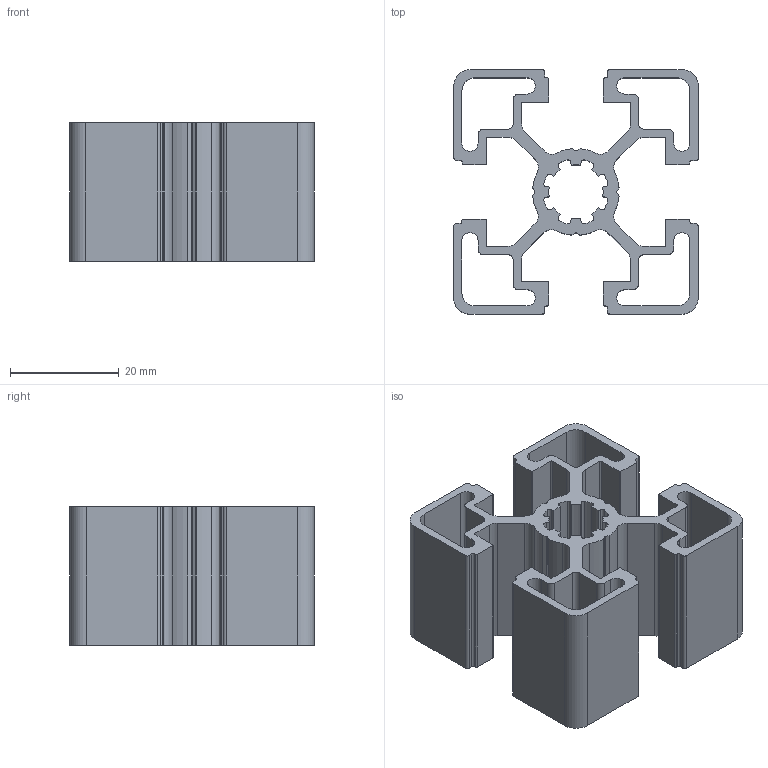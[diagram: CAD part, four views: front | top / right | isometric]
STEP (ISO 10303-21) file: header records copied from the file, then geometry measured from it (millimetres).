
FILE_DESCRIPTION((''),'2;1');
FILE_NAME('bosch4545.stp','2002-01-17T16:28:51',('Administrator'),(''),'Autodesk Inventor (tm) 3.0','Autodesk Inventor (tm) 3.0','');
FILE_SCHEMA(('CONFIG_CONTROL_DESIGN'));
Length unit declared in the file: millimetre
Products named in the file (1): bosch4545
Bounding box: 45.04 x 45 x 25.4 mm (x, y, z)
Volume: 14472.7 mm3; surface area: 16352.7 mm2
Topology: 1 solids, 1 shells, 241 faces, 717 edges, 478 vertices
Faces by surface type: cylinder 135, plane 106
Entity records: 8296 total; most frequent: DIRECTION 1471, CARTESIAN_POINT 1437, ORIENTED_EDGE 1434, EDGE_CURVE 717, AXIS2_PLACEMENT_3D 512, VERTEX_POINT 478, VECTOR 447, LINE 447
